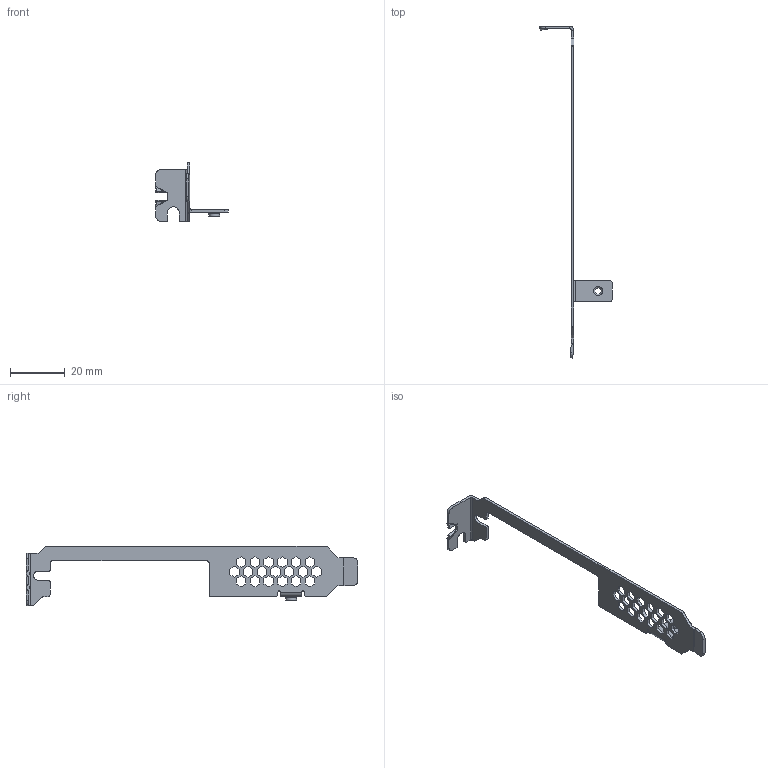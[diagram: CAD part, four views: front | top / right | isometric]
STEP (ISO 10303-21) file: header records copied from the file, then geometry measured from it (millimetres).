
FILE_DESCRIPTION(/* description */ (''),/* implementation_level */ '2;1');
FILE_NAME(/* name */ 'Bracket V2.step',/* time_stamp */ '2020-10-29T14:44:26+08:00',/* author */ (''),/* organization */ (''),/* preprocessor_version */ 'ST-DEVELOPER v18.1',/* originating_system */ 'Autodesk Translation Framework v9.3.0.1241',/* authorisation */ '');
FILE_SCHEMA (('AUTOMOTIVE_DESIGN { 1 0 10303 214 3 1 1 }'));
Length unit declared in the file: millimetre
Products named in the file (1): Bracket V2
Bounding box: 26.51 x 121.05 x 21.59 mm (x, y, z)
Volume: 1450.2 mm3; surface area: 3516 mm2
Topology: 1 solids, 1 shells, 216 faces, 607 edges, 394 vertices
Faces by surface type: plane 175, cylinder 35, bspline 4, torus 2
Full cylindrical faces by diameter (mm): 2.3 x1, 4 x1
Entity records: 7380 total; most frequent: CARTESIAN_POINT 1674, ORIENTED_EDGE 1214, DIRECTION 1093, EDGE_CURVE 607, LINE 531, VECTOR 531, VERTEX_POINT 394, AXIS2_PLACEMENT_3D 281
